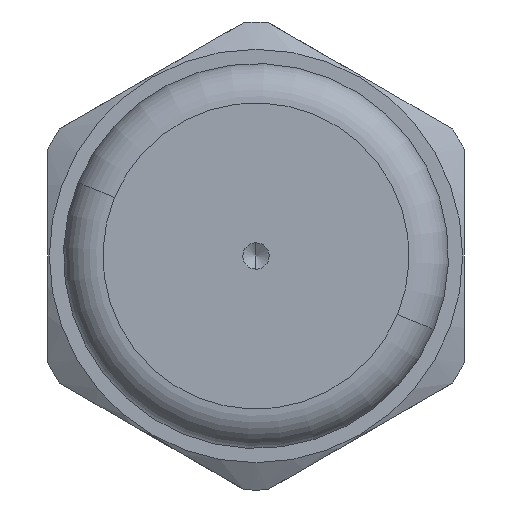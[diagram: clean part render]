
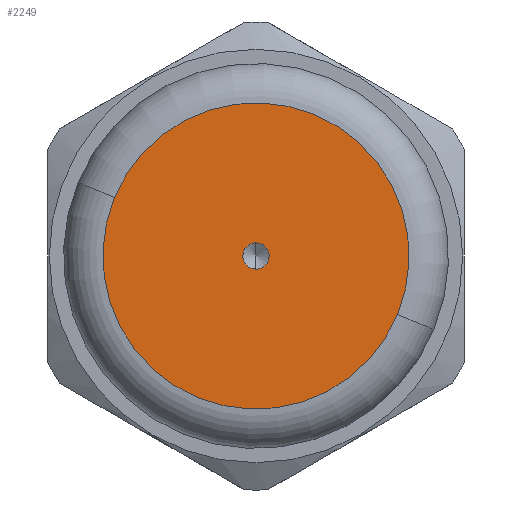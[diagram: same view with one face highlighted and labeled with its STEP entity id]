
A CAD part, left-side view. The second image highlights one B-rep face of the part: STEP entity #2249.
In plain terms, the highlighted planar face has unit normal (-1, 0, 0).
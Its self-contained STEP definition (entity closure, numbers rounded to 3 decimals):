
#527 = EDGE_LOOP ( 'NONE', ( #11226, #13732 ) ) ;
#650 = EDGE_CURVE ( 'NONE', #8626, #11728, #13875, .T. ) ;
#677 = ORIENTED_EDGE ( 'NONE', *, *, #4578, .T. ) ;
#831 = CARTESIAN_POINT ( 'NONE',  ( -21.96, 6.47, 2.673 ) ) ;
#982 = DIRECTION ( 'NONE',  ( -1., 0., 0. ) ) ;
#993 = AXIS2_PLACEMENT_3D ( 'NONE', #12547, #5388, #14670 ) ;
#1019 = CARTESIAN_POINT ( 'NONE',  ( -21.96, 0.555, 0.229 ) ) ;
#2132 = CARTESIAN_POINT ( 'NONE',  ( -21.96, 0., 0. ) ) ;
#2228 = DIRECTION ( 'NONE',  ( 0., 0.924, 0.382 ) ) ;
#2249 = ADVANCED_FACE ( 'NONE', ( #10329, #9554 ), #8840, .F. ) ;
#3213 = CARTESIAN_POINT ( 'NONE',  ( -21.96, -6.47, -2.673 ) ) ;
#3282 = DIRECTION ( 'NONE',  ( 0., 0.924, 0.382 ) ) ;
#3520 = AXIS2_PLACEMENT_3D ( 'NONE', #12026, #14354, #9647 ) ;
#4099 = AXIS2_PLACEMENT_3D ( 'NONE', #8149, #12863, #15172 ) ;
#4578 = EDGE_CURVE ( 'NONE', #4962, #14069, #14757, .T. ) ;
#4580 = DIRECTION ( 'NONE',  ( -1., 0., 0. ) ) ;
#4660 = EDGE_CURVE ( 'NONE', #14069, #4962, #11430, .T. ) ;
#4962 = VERTEX_POINT ( 'NONE', #3213 ) ;
#5388 = DIRECTION ( 'NONE',  ( 1., 0., 0. ) ) ;
#7751 = AXIS2_PLACEMENT_3D ( 'NONE', #2132, #982, #3282 ) ;
#8149 = CARTESIAN_POINT ( 'NONE',  ( -21.96, 0., 0. ) ) ;
#8626 = VERTEX_POINT ( 'NONE', #1019 ) ;
#8840 = PLANE ( 'NONE',  #993 ) ;
#9554 = FACE_OUTER_BOUND ( 'NONE', #15127, .T. ) ;
#9647 = DIRECTION ( 'NONE',  ( 0., 0.924, 0.382 ) ) ;
#10329 = FACE_BOUND ( 'NONE', #527, .T. ) ;
#11019 = EDGE_CURVE ( 'NONE', #11728, #8626, #11886, .T. ) ;
#11226 = ORIENTED_EDGE ( 'NONE', *, *, #650, .F. ) ;
#11430 = CIRCLE ( 'NONE', #3520, 7. ) ;
#11728 = VERTEX_POINT ( 'NONE', #15405 ) ;
#11886 = CIRCLE ( 'NONE', #4099, 0.6 ) ;
#12026 = CARTESIAN_POINT ( 'NONE',  ( -21.96, 0., 0. ) ) ;
#12547 = CARTESIAN_POINT ( 'NONE',  ( -21.96, 0.229, -0.555 ) ) ;
#12863 = DIRECTION ( 'NONE',  ( -1., 0., 0. ) ) ;
#13732 = ORIENTED_EDGE ( 'NONE', *, *, #11019, .F. ) ;
#13875 = CIRCLE ( 'NONE', #7751, 0.6 ) ;
#14069 = VERTEX_POINT ( 'NONE', #831 ) ;
#14354 = DIRECTION ( 'NONE',  ( -1., 0., 0. ) ) ;
#14670 = DIRECTION ( 'NONE',  ( 0., -0.924, -0.382 ) ) ;
#14689 = AXIS2_PLACEMENT_3D ( 'NONE', #15431, #4580, #2228 ) ;
#14757 = CIRCLE ( 'NONE', #14689, 7. ) ;
#14816 = ORIENTED_EDGE ( 'NONE', *, *, #4660, .T. ) ;
#15127 = EDGE_LOOP ( 'NONE', ( #14816, #677 ) ) ;
#15172 = DIRECTION ( 'NONE',  ( 0., 0.924, 0.382 ) ) ;
#15405 = CARTESIAN_POINT ( 'NONE',  ( -21.96, -0.555, -0.229 ) ) ;
#15431 = CARTESIAN_POINT ( 'NONE',  ( -21.96, 0., 0. ) ) ;
